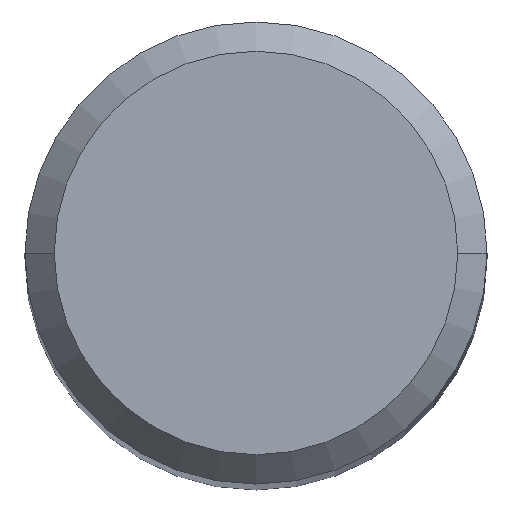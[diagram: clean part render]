
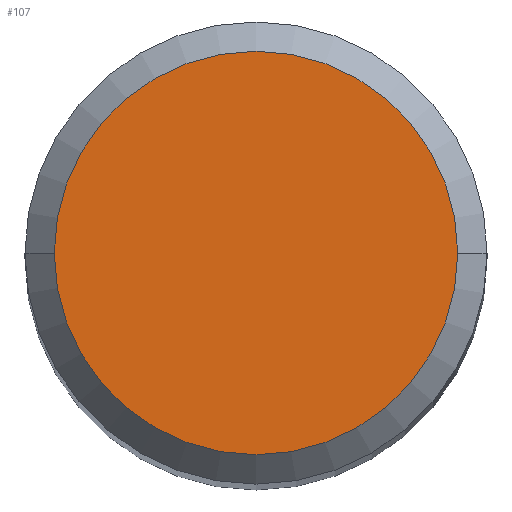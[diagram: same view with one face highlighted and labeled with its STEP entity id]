
A CAD part, top view. The second image highlights one B-rep face of the part: STEP entity #107.
In plain terms, the highlighted planar face has unit normal (0, 0, 1).
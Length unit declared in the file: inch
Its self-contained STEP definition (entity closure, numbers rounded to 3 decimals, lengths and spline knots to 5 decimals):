
#3 = CIRCLE ( 'NONE', #227, 0.10311 ) ;
#12 = CARTESIAN_POINT ( 'NONE',  ( 0.10311, 0., 2.95276 ) ) ;
#42 = EDGE_CURVE ( 'NONE', #209, #66, #67, .T. ) ;
#43 = ORIENTED_EDGE ( 'NONE', *, *, #42, .T. ) ;
#65 = EDGE_LOOP ( 'NONE', ( #119, #43 ) ) ;
#66 = VERTEX_POINT ( 'NONE', #102 ) ;
#67 = CIRCLE ( 'NONE', #188, 0.10311 ) ;
#77 = CARTESIAN_POINT ( 'NONE',  ( 0., 0., 2.95276 ) ) ;
#100 = CARTESIAN_POINT ( 'NONE',  ( 0., 0., 2.95276 ) ) ;
#102 = CARTESIAN_POINT ( 'NONE',  ( -0.10311, 0., 2.95276 ) ) ;
#107 = ADVANCED_FACE ( 'NONE', ( #200 ), #199, .T. ) ;
#119 = ORIENTED_EDGE ( 'NONE', *, *, #151, .T. ) ;
#124 = AXIS2_PLACEMENT_3D ( 'NONE', #194, #261, #219 ) ;
#147 = DIRECTION ( 'NONE',  ( 1., 0., 0. ) ) ;
#151 = EDGE_CURVE ( 'NONE', #66, #209, #3, .T. ) ;
#174 = DIRECTION ( 'NONE',  ( 0., 0., 1. ) ) ;
#188 = AXIS2_PLACEMENT_3D ( 'NONE', #77, #174, #147 ) ;
#194 = CARTESIAN_POINT ( 'NONE',  ( 0., 0., 2.95276 ) ) ;
#196 = DIRECTION ( 'NONE',  ( 0., 0., 1. ) ) ;
#199 = PLANE ( 'NONE',  #124 ) ;
#200 = FACE_OUTER_BOUND ( 'NONE', #65, .T. ) ;
#209 = VERTEX_POINT ( 'NONE', #12 ) ;
#219 = DIRECTION ( 'NONE',  ( 1., 0., 0. ) ) ;
#227 = AXIS2_PLACEMENT_3D ( 'NONE', #100, #196, #283 ) ;
#261 = DIRECTION ( 'NONE',  ( 0., 0., 1. ) ) ;
#283 = DIRECTION ( 'NONE',  ( 1., 0., 0. ) ) ;
